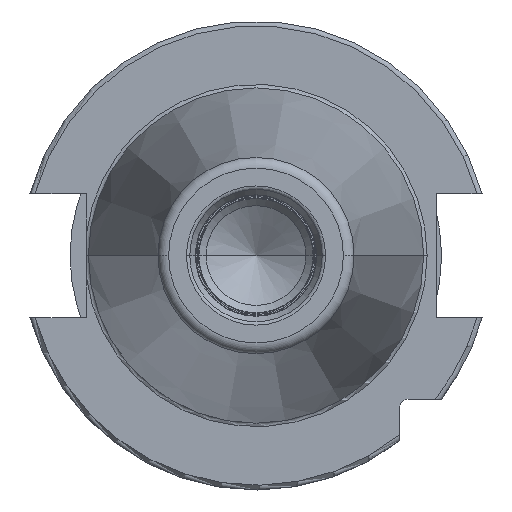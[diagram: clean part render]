
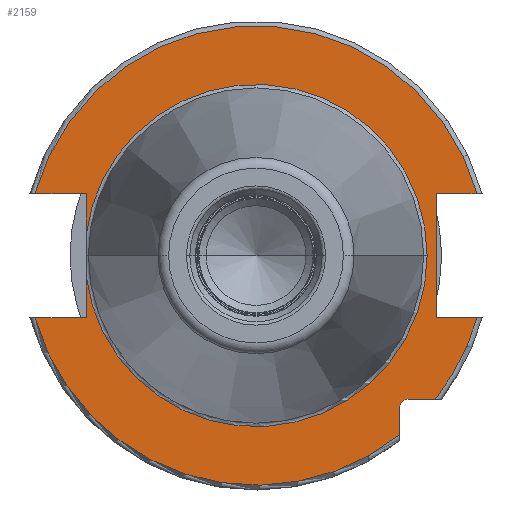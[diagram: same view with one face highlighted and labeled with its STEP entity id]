
A CAD part, left-side view. The second image highlights one B-rep face of the part: STEP entity #2159.
In plain terms, the highlighted planar face has unit normal (-1, 0, 0).
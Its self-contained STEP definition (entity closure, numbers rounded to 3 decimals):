
#117=CARTESIAN_POINT('',(3.2,0.,0.));
#118=DIRECTION('',(-1.,0.,0.));
#119=DIRECTION('',(0.,0.992,-0.124));
#120=AXIS2_PLACEMENT_3D('',#117,#118,#119);
#248=DIRECTION('',(0.,-1.,0.));
#249=VECTOR('',#248,5.654);
#250=CARTESIAN_POINT('',(3.2,-31.6,-29.85));
#251=LINE('',#250,#249);
#252=DIRECTION('',(0.,0.,1.));
#253=VECTOR('',#252,5.654);
#254=CARTESIAN_POINT('',(3.2,-29.85,-37.254));
#255=LINE('',#254,#253);
#256=CARTESIAN_POINT('',(3.2,0.,0.));
#257=DIRECTION('',(-1.,0.,0.));
#258=DIRECTION('',(0.,0.963,-0.27));
#259=AXIS2_PLACEMENT_3D('',#256,#257,#258);
#261=DIRECTION('',(0.,-1.,0.));
#262=VECTOR('',#261,10.661);
#263=CARTESIAN_POINT('',(3.2,45.961,-12.9));
#264=LINE('',#263,#262);
#265=DIRECTION('',(0.,0.,-1.));
#266=VECTOR('',#265,8.485);
#267=CARTESIAN_POINT('',(3.2,35.3,-4.415));
#268=LINE('',#267,#266);
#269=DIRECTION('',(0.,0.,-1.));
#270=VECTOR('',#269,8.485);
#271=CARTESIAN_POINT('',(3.2,35.3,12.9));
#272=LINE('',#271,#270);
#273=DIRECTION('',(0.,-1.,0.));
#274=VECTOR('',#273,10.661);
#275=CARTESIAN_POINT('',(3.2,45.961,12.9));
#276=LINE('',#275,#274);
#277=CARTESIAN_POINT('',(3.2,0.,0.));
#278=DIRECTION('',(1.,0.,0.));
#279=DIRECTION('',(0.,0.963,0.27));
#280=AXIS2_PLACEMENT_3D('',#277,#278,#279);
#282=DIRECTION('',(0.,1.,0.));
#283=VECTOR('',#282,8.461);
#284=CARTESIAN_POINT('',(3.2,-45.961,12.9));
#285=LINE('',#284,#283);
#286=DIRECTION('',(0.,0.,1.));
#287=VECTOR('',#286,25.8);
#288=CARTESIAN_POINT('',(3.2,-37.5,-12.9));
#289=LINE('',#288,#287);
#290=DIRECTION('',(0.,1.,0.));
#291=VECTOR('',#290,8.461);
#292=CARTESIAN_POINT('',(3.2,-45.961,-12.9));
#293=LINE('',#292,#291);
#294=CARTESIAN_POINT('',(3.2,0.,0.));
#295=DIRECTION('',(-1.,0.,0.));
#296=DIRECTION('',(0.,-0.78,-0.625));
#297=AXIS2_PLACEMENT_3D('',#294,#295,#296);
#308=CARTESIAN_POINT('',(3.2,-31.6,-31.6));
#309=DIRECTION('',(1.,0.,0.));
#310=DIRECTION('',(0.,1.,0.));
#311=AXIS2_PLACEMENT_3D('',#308,#309,#310);
#474=CARTESIAN_POINT('',(3.2,-37.254,-29.85));
#963=CARTESIAN_POINT('',(3.2,0.,0.));
#964=DIRECTION('',(1.,0.,0.));
#965=DIRECTION('',(0.,0.992,0.124));
#966=AXIS2_PLACEMENT_3D('',#963,#964,#965);
#1502=CARTESIAN_POINT('',(3.2,-35.575,0.));
#1504=VERTEX_POINT('',#1502);
#1620=CARTESIAN_POINT('',(3.2,45.961,12.9));
#1621=CARTESIAN_POINT('',(3.2,35.3,12.9));
#1622=VERTEX_POINT('',#1620);
#1623=VERTEX_POINT('',#1621);
#1624=CARTESIAN_POINT('',(3.2,35.3,4.415));
#1625=VERTEX_POINT('',#1624);
#1626=CARTESIAN_POINT('',(3.2,35.3,-4.415));
#1627=CARTESIAN_POINT('',(3.2,35.3,-12.9));
#1628=VERTEX_POINT('',#1626);
#1629=VERTEX_POINT('',#1627);
#1630=CARTESIAN_POINT('',(3.2,45.961,-12.9));
#1631=VERTEX_POINT('',#1630);
#1632=CARTESIAN_POINT('',(3.2,-45.961,-12.9));
#1633=CARTESIAN_POINT('',(3.2,-37.5,-12.9));
#1634=VERTEX_POINT('',#1632);
#1635=VERTEX_POINT('',#1633);
#1636=CARTESIAN_POINT('',(3.2,-37.5,12.9));
#1637=VERTEX_POINT('',#1636);
#1638=CARTESIAN_POINT('',(3.2,-45.961,12.9));
#1639=VERTEX_POINT('',#1638);
#1675=CARTESIAN_POINT('',(3.2,-29.85,-37.254));
#1676=VERTEX_POINT('',#1675);
#1681=CARTESIAN_POINT('',(3.2,-29.85,-31.6));
#1682=CARTESIAN_POINT('',(3.2,-31.6,-29.85));
#1683=VERTEX_POINT('',#1681);
#1684=VERTEX_POINT('',#1682);
#1703=VERTEX_POINT('',#474);
#2128=CARTESIAN_POINT('',(3.2,0.,0.));
#2129=DIRECTION('',(1.,0.,0.));
#2130=DIRECTION('',(0.,-1.,0.));
#2131=AXIS2_PLACEMENT_3D('',#2128,#2129,#2130);
#2132=PLANE('',#2131);
#2134=ORIENTED_EDGE('',*,*,#2133,.F.);
#2136=ORIENTED_EDGE('',*,*,#2135,.F.);
#2138=ORIENTED_EDGE('',*,*,#2137,.F.);
#2140=ORIENTED_EDGE('',*,*,#2139,.F.);
#2141=ORIENTED_EDGE('',*,*,#1979,.T.);
#2142=ORIENTED_EDGE('',*,*,#1966,.F.);
#2143=ORIENTED_EDGE('',*,*,#1929,.T.);
#2145=ORIENTED_EDGE('',*,*,#2144,.F.);
#2146=ORIENTED_EDGE('',*,*,#1961,.F.);
#2148=ORIENTED_EDGE('',*,*,#2147,.F.);
#2150=ORIENTED_EDGE('',*,*,#2149,.T.);
#2151=ORIENTED_EDGE('',*,*,#2101,.T.);
#2152=ORIENTED_EDGE('',*,*,#2089,.F.);
#2154=ORIENTED_EDGE('',*,*,#2153,.F.);
#2156=ORIENTED_EDGE('',*,*,#2155,.F.);
#2157=EDGE_LOOP('',(#2134,#2136,#2138,#2140,#2141,#2142,#2143,#2145,#2146,#2148,
#2150,#2151,#2152,#2154,#2156));
#2158=FACE_OUTER_BOUND('',#2157,.F.);
#2159=ADVANCED_FACE('',(#2158),#2132,.F.);
#121=CIRCLE('',#120,35.575);
#260=CIRCLE('',#259,47.738);
#281=CIRCLE('',#280,47.738);
#298=CIRCLE('',#297,47.738);
#312=CIRCLE('',#311,1.75);
#967=CIRCLE('',#966,35.575);
#1929=EDGE_CURVE('',#1628,#1504,#121,.T.);
#1961=EDGE_CURVE('',#1623,#1625,#272,.T.);
#1966=EDGE_CURVE('',#1628,#1629,#268,.T.);
#1979=EDGE_CURVE('',#1631,#1629,#264,.T.);
#2089=EDGE_CURVE('',#1635,#1637,#289,.T.);
#2101=EDGE_CURVE('',#1639,#1637,#285,.T.);
#2133=EDGE_CURVE('',#1684,#1703,#251,.T.);
#2135=EDGE_CURVE('',#1683,#1684,#312,.T.);
#2137=EDGE_CURVE('',#1676,#1683,#255,.T.);
#2139=EDGE_CURVE('',#1631,#1676,#260,.T.);
#2144=EDGE_CURVE('',#1625,#1504,#967,.T.);
#2147=EDGE_CURVE('',#1622,#1623,#276,.T.);
#2149=EDGE_CURVE('',#1622,#1639,#281,.T.);
#2153=EDGE_CURVE('',#1634,#1635,#293,.T.);
#2155=EDGE_CURVE('',#1703,#1634,#298,.T.);
